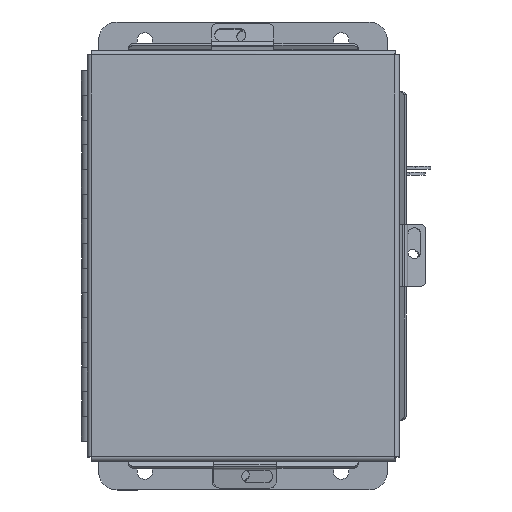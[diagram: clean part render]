
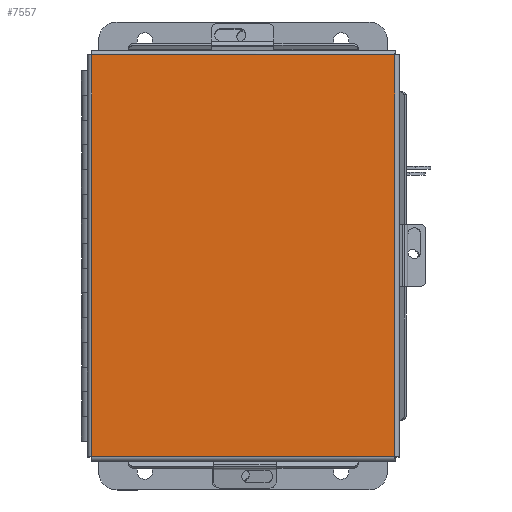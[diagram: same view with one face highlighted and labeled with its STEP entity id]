
A CAD part, top view. The second image highlights one B-rep face of the part: STEP entity #7557.
In plain terms, the highlighted face is planar.
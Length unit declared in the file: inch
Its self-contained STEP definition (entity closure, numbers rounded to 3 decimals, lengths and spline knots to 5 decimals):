
#779 = DIRECTION ( 'NONE',  ( 0., 0., -1. ) ) ;
#2904 = VECTOR ( 'NONE', #4221, 39.37008 ) ;
#3057 = LINE ( 'NONE', #10782, #12142 ) ;
#3070 = ORIENTED_EDGE ( 'NONE', *, *, #3602, .T. ) ;
#3602 = EDGE_CURVE ( 'NONE', #10079, #11938, #9233, .T. ) ;
#4221 = DIRECTION ( 'NONE',  ( 1., 0., 0. ) ) ;
#4341 = CARTESIAN_POINT ( 'NONE',  ( -3.07448, 4.06855, -0.0747 ) ) ;
#4424 = VERTEX_POINT ( 'NONE', #10665 ) ;
#4785 = CARTESIAN_POINT ( 'NONE',  ( -3.06855, -4.07448, -0.0747 ) ) ;
#5200 = FACE_OUTER_BOUND ( 'NONE', #13069, .T. ) ;
#5284 = ORIENTED_EDGE ( 'NONE', *, *, #11104, .T. ) ;
#5470 = PLANE ( 'NONE',  #8762 ) ;
#6186 = VECTOR ( 'NONE', #8391, 39.37008 ) ;
#6318 = ORIENTED_EDGE ( 'NONE', *, *, #14044, .T. ) ;
#7557 = ADVANCED_FACE ( 'NONE', ( #5200 ), #5470, .T. ) ;
#7798 = CARTESIAN_POINT ( 'NONE',  ( 3.07448, -4.06855, -0.0747 ) ) ;
#7859 = CARTESIAN_POINT ( 'NONE',  ( 0., 0., -0.0747 ) ) ;
#8352 = LINE ( 'NONE', #7798, #14304 ) ;
#8391 = DIRECTION ( 'NONE',  ( 0., 1., 0. ) ) ;
#8762 = AXIS2_PLACEMENT_3D ( 'NONE', #7859, #779, #9078 ) ;
#8873 = CARTESIAN_POINT ( 'NONE',  ( -3.06855, -4.06855, -0.0747 ) ) ;
#9013 = DIRECTION ( 'NONE',  ( -1., 0., 0. ) ) ;
#9078 = DIRECTION ( 'NONE',  ( -1., 0., 0. ) ) ;
#9233 = LINE ( 'NONE', #4341, #2904 ) ;
#9369 = LINE ( 'NONE', #4785, #6186 ) ;
#9821 = CARTESIAN_POINT ( 'NONE',  ( 3.06855, 4.06855, -0.0747 ) ) ;
#10079 = VERTEX_POINT ( 'NONE', #14212 ) ;
#10665 = CARTESIAN_POINT ( 'NONE',  ( 3.06855, -4.06855, -0.0747 ) ) ;
#10782 = CARTESIAN_POINT ( 'NONE',  ( 3.06855, 4.07448, -0.0747 ) ) ;
#10991 = ORIENTED_EDGE ( 'NONE', *, *, #11113, .T. ) ;
#11104 = EDGE_CURVE ( 'NONE', #15000, #10079, #9369, .T. ) ;
#11113 = EDGE_CURVE ( 'NONE', #11938, #4424, #3057, .T. ) ;
#11938 = VERTEX_POINT ( 'NONE', #9821 ) ;
#11973 = DIRECTION ( 'NONE',  ( 0., -1., 0. ) ) ;
#12142 = VECTOR ( 'NONE', #11973, 39.37008 ) ;
#13069 = EDGE_LOOP ( 'NONE', ( #3070, #10991, #6318, #5284 ) ) ;
#14044 = EDGE_CURVE ( 'NONE', #4424, #15000, #8352, .T. ) ;
#14212 = CARTESIAN_POINT ( 'NONE',  ( -3.06855, 4.06855, -0.0747 ) ) ;
#14304 = VECTOR ( 'NONE', #9013, 39.37008 ) ;
#15000 = VERTEX_POINT ( 'NONE', #8873 ) ;
